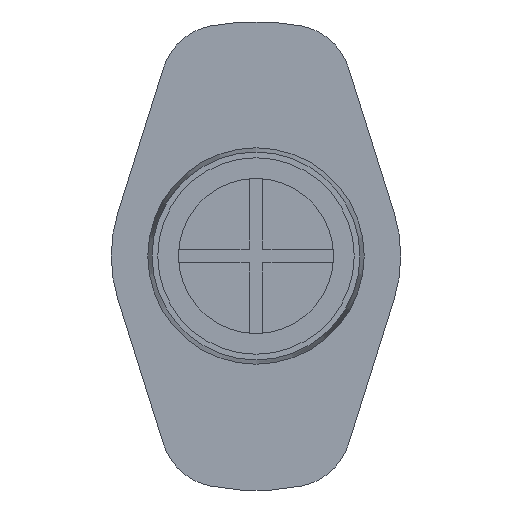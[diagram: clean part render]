
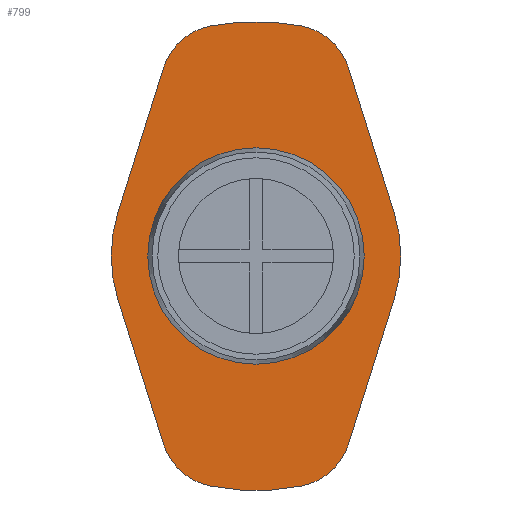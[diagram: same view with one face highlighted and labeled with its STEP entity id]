
A CAD part, left-side view. The second image highlights one B-rep face of the part: STEP entity #799.
In plain terms, the highlighted planar face has unit normal (-1, 0, 0).
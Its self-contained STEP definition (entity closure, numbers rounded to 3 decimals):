
#33=CIRCLE('',#862,5.235);
#39=CIRCLE('',#875,7.);
#41=CIRCLE('',#879,11.34);
#43=CIRCLE('',#883,7.);
#46=CIRCLE('',#888,11.34);
#51=CIRCLE('',#895,3.);
#52=CIRCLE('',#896,3.);
#53=CIRCLE('',#897,3.);
#54=CIRCLE('',#898,3.);
#238=ORIENTED_EDGE('',*,*,#334,.T.);
#239=ORIENTED_EDGE('',*,*,#356,.T.);
#240=ORIENTED_EDGE('',*,*,#372,.T.);
#241=ORIENTED_EDGE('',*,*,#350,.F.);
#242=ORIENTED_EDGE('',*,*,#373,.T.);
#243=ORIENTED_EDGE('',*,*,#347,.F.);
#244=ORIENTED_EDGE('',*,*,#344,.F.);
#245=ORIENTED_EDGE('',*,*,#342,.T.);
#246=ORIENTED_EDGE('',*,*,#374,.T.);
#247=ORIENTED_EDGE('',*,*,#366,.F.);
#248=ORIENTED_EDGE('',*,*,#375,.T.);
#249=ORIENTED_EDGE('',*,*,#361,.F.);
#250=ORIENTED_EDGE('',*,*,#358,.F.);
#334=EDGE_CURVE('',#421,#421,#33,.T.);
#342=EDGE_CURVE('',#430,#429,#513,.T.);
#344=EDGE_CURVE('',#430,#431,#39,.T.);
#347=EDGE_CURVE('',#431,#433,#516,.T.);
#350=EDGE_CURVE('',#435,#436,#41,.T.);
#356=EDGE_CURVE('',#442,#441,#523,.T.);
#358=EDGE_CURVE('',#442,#443,#43,.T.);
#361=EDGE_CURVE('',#443,#445,#526,.T.);
#366=EDGE_CURVE('',#449,#450,#46,.T.);
#372=EDGE_CURVE('',#441,#436,#51,.F.);
#373=EDGE_CURVE('',#435,#433,#52,.F.);
#374=EDGE_CURVE('',#429,#450,#53,.F.);
#375=EDGE_CURVE('',#449,#445,#54,.F.);
#421=VERTEX_POINT('',#1273);
#429=VERTEX_POINT('',#1294);
#430=VERTEX_POINT('',#1296);
#431=VERTEX_POINT('',#1300);
#433=VERTEX_POINT('',#1306);
#435=VERTEX_POINT('',#1312);
#436=VERTEX_POINT('',#1313);
#441=VERTEX_POINT('',#1324);
#442=VERTEX_POINT('',#1326);
#443=VERTEX_POINT('',#1330);
#445=VERTEX_POINT('',#1336);
#449=VERTEX_POINT('',#1345);
#450=VERTEX_POINT('',#1347);
#513=LINE('',#1295,#593);
#516=LINE('',#1305,#596);
#523=LINE('',#1325,#603);
#526=LINE('',#1335,#606);
#593=VECTOR('',#1056,1000.);
#596=VECTOR('',#1067,1000.);
#603=VECTOR('',#1082,1000.);
#606=VECTOR('',#1093,1000.);
#661=EDGE_LOOP('',(#238));
#662=EDGE_LOOP('',(#239,#240,#241,#242,#243,#244,#245,#246,#247,#248,#249,
#250));
#719=FACE_BOUND('',#661,.T.);
#720=FACE_BOUND('',#662,.T.);
#758=PLANE('',#894);
#799=ADVANCED_FACE('',(#719,#720),#758,.F.);
#862=AXIS2_PLACEMENT_3D('',#1272,#1030,#1031);
#875=AXIS2_PLACEMENT_3D('',#1299,#1060,#1061);
#879=AXIS2_PLACEMENT_3D('',#1311,#1072,#1073);
#883=AXIS2_PLACEMENT_3D('',#1329,#1086,#1087);
#888=AXIS2_PLACEMENT_3D('',#1346,#1101,#1102);
#894=AXIS2_PLACEMENT_3D('',#1354,#1114,#1115);
#895=AXIS2_PLACEMENT_3D('',#1355,#1116,#1117);
#896=AXIS2_PLACEMENT_3D('',#1356,#1118,#1119);
#897=AXIS2_PLACEMENT_3D('',#1357,#1120,#1121);
#898=AXIS2_PLACEMENT_3D('',#1358,#1122,#1123);
#1030=DIRECTION('',(1.,0.,0.));
#1031=DIRECTION('',(0.,0.,-1.));
#1056=DIRECTION('',(0.,0.3,0.954));
#1060=DIRECTION('',(1.,0.,0.));
#1061=DIRECTION('',(0.,0.,-1.));
#1067=DIRECTION('',(0.,0.3,-0.954));
#1072=DIRECTION('',(1.,0.,0.));
#1073=DIRECTION('',(0.,0.,-1.));
#1082=DIRECTION('',(0.,-0.3,-0.954));
#1086=DIRECTION('',(1.,0.,0.));
#1087=DIRECTION('',(0.,0.,-1.));
#1093=DIRECTION('',(0.,-0.3,0.954));
#1101=DIRECTION('',(1.,0.,0.));
#1102=DIRECTION('',(0.,0.,-1.));
#1114=DIRECTION('',(1.,0.,0.));
#1115=DIRECTION('',(0.,1.,0.));
#1116=DIRECTION('',(1.,0.,0.));
#1117=DIRECTION('',(0.,0.,-1.));
#1118=DIRECTION('',(1.,0.,0.));
#1119=DIRECTION('',(0.,0.,-1.));
#1120=DIRECTION('',(1.,0.,0.));
#1121=DIRECTION('',(0.,0.,-1.));
#1122=DIRECTION('',(1.,0.,0.));
#1123=DIRECTION('',(0.,0.,-1.));
#1272=CARTESIAN_POINT('',(63.,0.,0.));
#1273=CARTESIAN_POINT('',(63.,0.,-5.235));
#1294=CARTESIAN_POINT('',(63.,-4.481,9.082));
#1295=CARTESIAN_POINT('',(63.,-5.339,6.356));
#1296=CARTESIAN_POINT('',(63.,-6.677,2.101));
#1299=CARTESIAN_POINT('',(63.,0.,0.));
#1300=CARTESIAN_POINT('',(63.,-6.677,-2.101));
#1305=CARTESIAN_POINT('',(63.,-5.339,-6.356));
#1306=CARTESIAN_POINT('',(63.,-4.481,-9.082));
#1311=CARTESIAN_POINT('',(63.,0.,0.));
#1312=CARTESIAN_POINT('',(63.,-2.202,-11.124));
#1313=CARTESIAN_POINT('',(63.,2.202,-11.124));
#1324=CARTESIAN_POINT('',(63.,4.481,-9.082));
#1325=CARTESIAN_POINT('',(63.,5.339,-6.356));
#1326=CARTESIAN_POINT('',(63.,6.677,-2.101));
#1329=CARTESIAN_POINT('',(63.,0.,0.));
#1330=CARTESIAN_POINT('',(63.,6.677,2.101));
#1335=CARTESIAN_POINT('',(63.,5.339,6.356));
#1336=CARTESIAN_POINT('',(63.,4.481,9.082));
#1345=CARTESIAN_POINT('',(63.,2.202,11.124));
#1346=CARTESIAN_POINT('',(63.,0.,0.));
#1347=CARTESIAN_POINT('',(63.,-2.202,11.124));
#1354=CARTESIAN_POINT('',(63.,0.,0.));
#1355=CARTESIAN_POINT('',(63.,1.619,-8.181));
#1356=CARTESIAN_POINT('',(63.,-1.619,-8.181));
#1357=CARTESIAN_POINT('',(63.,-1.619,8.181));
#1358=CARTESIAN_POINT('',(63.,1.619,8.181));
